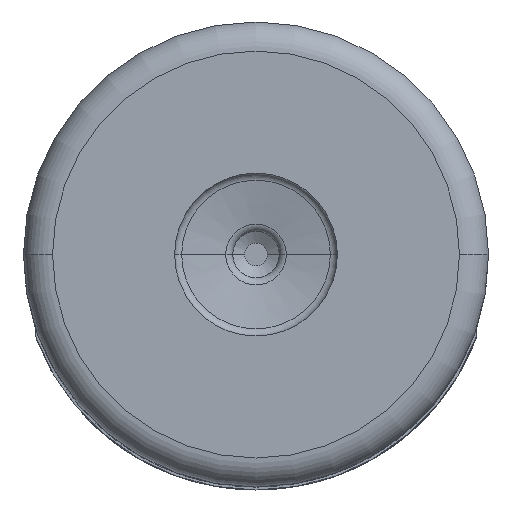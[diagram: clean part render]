
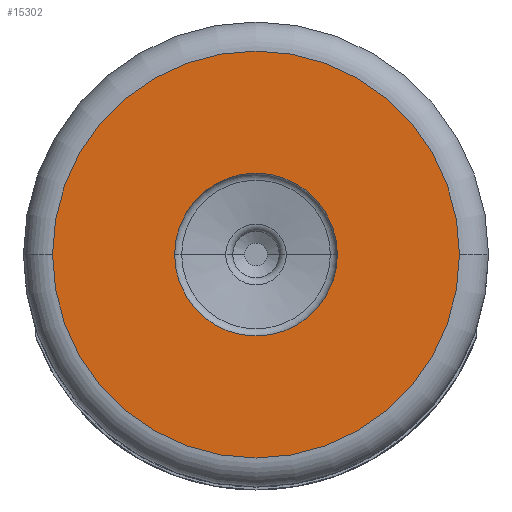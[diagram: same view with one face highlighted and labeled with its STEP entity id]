
A CAD part, front view. The second image highlights one B-rep face of the part: STEP entity #15302.
In plain terms, the highlighted planar face has unit normal (0, -1, 0).
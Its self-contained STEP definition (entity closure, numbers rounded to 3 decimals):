
#2113=CARTESIAN_POINT('',(0.,-4.,0.));
#2114=DIRECTION('',(0.,-1.,0.));
#2115=DIRECTION('',(1.,0.,0.));
#2116=AXIS2_PLACEMENT_3D('',#2113,#2114,#2115);
#2128=CARTESIAN_POINT('',(0.,-4.,0.));
#2129=DIRECTION('',(0.,-1.,0.));
#2130=DIRECTION('',(-1.,0.,0.));
#2131=AXIS2_PLACEMENT_3D('',#2128,#2129,#2130);
#2133=CARTESIAN_POINT('',(0.,-4.,0.));
#2134=DIRECTION('',(0.,-1.,0.));
#2135=DIRECTION('',(1.,0.,0.));
#2136=AXIS2_PLACEMENT_3D('',#2133,#2134,#2135);
#2138=CARTESIAN_POINT('',(0.,-4.,0.));
#2139=DIRECTION('',(0.,-1.,0.));
#2140=DIRECTION('',(-1.,0.,0.));
#2141=AXIS2_PLACEMENT_3D('',#2138,#2139,#2140);
#13172=CARTESIAN_POINT('',(-1.4,-4.,0.));
#13173=CARTESIAN_POINT('',(1.4,-4.,0.));
#13174=VERTEX_POINT('',#13172);
#13175=VERTEX_POINT('',#13173);
#13176=CARTESIAN_POINT('',(3.5,-4.,0.));
#13177=CARTESIAN_POINT('',(-3.5,-4.,0.));
#13178=VERTEX_POINT('',#13176);
#13179=VERTEX_POINT('',#13177);
#15286=CARTESIAN_POINT('',(0.,-4.,0.));
#15287=DIRECTION('',(0.,1.,0.));
#15288=DIRECTION('',(1.,0.,0.));
#15289=AXIS2_PLACEMENT_3D('',#15286,#15287,#15288);
#15290=PLANE('',#15289);
#15291=ORIENTED_EDGE('',*,*,#15276,.F.);
#15293=ORIENTED_EDGE('',*,*,#15292,.F.);
#15294=EDGE_LOOP('',(#15291,#15293));
#15295=FACE_OUTER_BOUND('',#15294,.F.);
#15297=ORIENTED_EDGE('',*,*,#15296,.T.);
#15299=ORIENTED_EDGE('',*,*,#15298,.T.);
#15300=EDGE_LOOP('',(#15297,#15299));
#15301=FACE_BOUND('',#15300,.F.);
#15302=ADVANCED_FACE('',(#15295,#15301),#15290,.F.);
#2117=CIRCLE('',#2116,3.5);
#2132=CIRCLE('',#2131,1.4);
#2137=CIRCLE('',#2136,1.4);
#2142=CIRCLE('',#2141,3.5);
#15276=EDGE_CURVE('',#13178,#13179,#2117,.T.);
#15292=EDGE_CURVE('',#13179,#13178,#2142,.T.);
#15296=EDGE_CURVE('',#13174,#13175,#2132,.T.);
#15298=EDGE_CURVE('',#13175,#13174,#2137,.T.);
